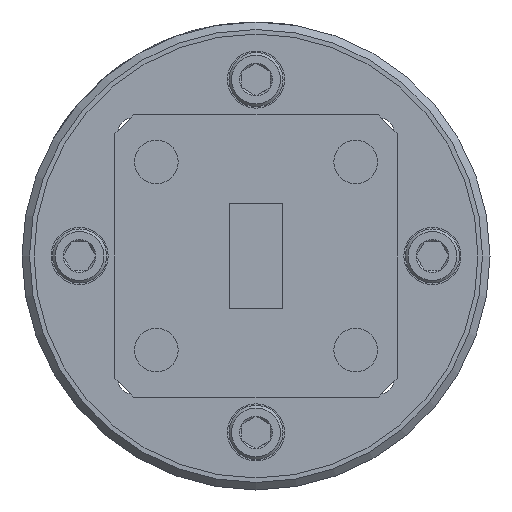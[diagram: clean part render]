
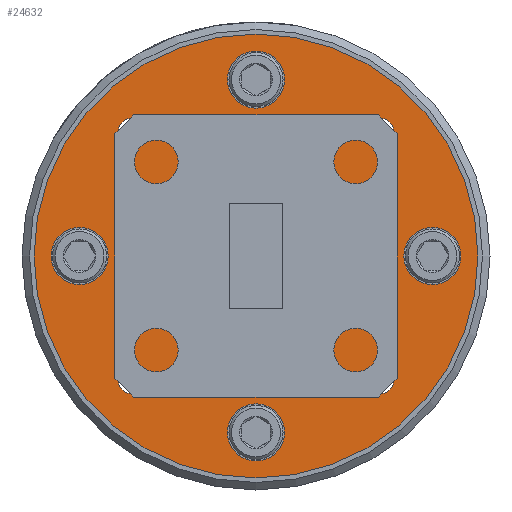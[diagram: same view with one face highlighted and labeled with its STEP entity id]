
A CAD part, left-side view. The second image highlights one B-rep face of the part: STEP entity #24632.
In plain terms, the highlighted planar face has unit normal (-1, 0, 0).
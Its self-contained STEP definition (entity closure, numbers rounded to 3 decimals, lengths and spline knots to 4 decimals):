
#159 = EDGE_CURVE ( 'NONE', #29591, #29591, #26326, .T. ) ;
#1262 = DIRECTION ( 'NONE',  ( -1., 0., 0. ) ) ;
#1808 = CARTESIAN_POINT ( 'NONE',  ( -0.505, 0., -0.59 ) ) ;
#4036 = VERTEX_POINT ( 'NONE', #14729 ) ;
#4130 = DIRECTION ( 'NONE',  ( -1., 0., 0. ) ) ;
#4193 = EDGE_LOOP ( 'NONE', ( #10544 ) ) ;
#4333 = CIRCLE ( 'NONE', #47582, 0.034 ) ;
#5048 = EDGE_LOOP ( 'NONE', ( #29201 ) ) ;
#5379 = FACE_BOUND ( 'NONE', #15145, .T. ) ;
#6301 = EDGE_LOOP ( 'NONE', ( #41390 ) ) ;
#6739 = VERTEX_POINT ( 'NONE', #1808 ) ;
#6835 = DIRECTION ( 'NONE',  ( 0., 0., 1. ) ) ;
#7411 = CARTESIAN_POINT ( 'NONE',  ( -0.505, 0., 0.25 ) ) ;
#8041 = FACE_BOUND ( 'NONE', #6301, .T. ) ;
#8257 = EDGE_LOOP ( 'NONE', ( #37811 ) ) ;
#8699 = EDGE_CURVE ( 'NONE', #4036, #4036, #11198, .T. ) ;
#8721 = FACE_OUTER_BOUND ( 'NONE', #8257, .T. ) ;
#9082 = EDGE_LOOP ( 'NONE', ( #18098 ) ) ;
#10387 = CARTESIAN_POINT ( 'NONE',  ( -0.505, -0.3316, -0.3316 ) ) ;
#10406 = ORIENTED_EDGE ( 'NONE', *, *, #16402, .F. ) ;
#10544 = ORIENTED_EDGE ( 'NONE', *, *, #8699, .F. ) ;
#10579 = DIRECTION ( 'NONE',  ( 0., 0., 1. ) ) ;
#10739 = FACE_BOUND ( 'NONE', #39073, .T. ) ;
#10937 = DIRECTION ( 'NONE',  ( -1., 0., 0. ) ) ;
#11198 = CIRCLE ( 'NONE', #19312, 0.034 ) ;
#11874 = PLANE ( 'NONE',  #52472 ) ;
#12054 = CARTESIAN_POINT ( 'NONE',  ( -0.505, 0.25, 0. ) ) ;
#12062 = FACE_BOUND ( 'NONE', #45730, .T. ) ;
#12548 = DIRECTION ( 'NONE',  ( 0., 0., 1. ) ) ;
#14729 = CARTESIAN_POINT ( 'NONE',  ( -0.505, 0.3316, 0.3656 ) ) ;
#15145 = EDGE_LOOP ( 'NONE', ( #21525 ) ) ;
#16097 = AXIS2_PLACEMENT_3D ( 'NONE', #30530, #47508, #34839 ) ;
#16402 = EDGE_CURVE ( 'NONE', #45713, #45713, #4333, .T. ) ;
#16903 = AXIS2_PLACEMENT_3D ( 'NONE', #23759, #36739, #41098 ) ;
#17036 = CARTESIAN_POINT ( 'NONE',  ( -0.505, 0., 0. ) ) ;
#18098 = ORIENTED_EDGE ( 'NONE', *, *, #159, .F. ) ;
#18803 = FACE_BOUND ( 'NONE', #5048, .T. ) ;
#19312 = AXIS2_PLACEMENT_3D ( 'NONE', #29281, #4130, #12548 ) ;
#20195 = CIRCLE ( 'NONE', #50114, 0.034 ) ;
#20291 = DIRECTION ( 'NONE',  ( -1., 0., 0. ) ) ;
#20695 = DIRECTION ( 'NONE',  ( 1., 0., 0. ) ) ;
#21381 = DIRECTION ( 'NONE',  ( -1., 0., 0. ) ) ;
#21525 = ORIENTED_EDGE ( 'NONE', *, *, #33480, .F. ) ;
#23759 = CARTESIAN_POINT ( 'NONE',  ( -0.505, 0., 0. ) ) ;
#23886 = DIRECTION ( 'NONE',  ( 0., 0., 1. ) ) ;
#23986 = DIRECTION ( 'NONE',  ( 0., 0., 1. ) ) ;
#24101 = CARTESIAN_POINT ( 'NONE',  ( -0.505, -0.3316, 0.3656 ) ) ;
#24608 = DIRECTION ( 'NONE',  ( -1., 0., 0. ) ) ;
#24632 = ADVANCED_FACE ( 'NONE', ( #8721, #29529, #30228, #37629, #8041, #18803, #10739, #55120, #5379, #12062 ), #11874, .F. ) ;
#26118 = VERTEX_POINT ( 'NONE', #28074 ) ;
#26326 = CIRCLE ( 'NONE', #52722, 0.034 ) ;
#26851 = VERTEX_POINT ( 'NONE', #24101 ) ;
#26923 = CIRCLE ( 'NONE', #16097, 0.034 ) ;
#27512 = CARTESIAN_POINT ( 'NONE',  ( -0.505, -0.469, 0.034 ) ) ;
#27820 = EDGE_LOOP ( 'NONE', ( #36161 ) ) ;
#28074 = CARTESIAN_POINT ( 'NONE',  ( -0.505, -0.3316, -0.2976 ) ) ;
#29201 = ORIENTED_EDGE ( 'NONE', *, *, #54091, .F. ) ;
#29281 = CARTESIAN_POINT ( 'NONE',  ( -0.505, 0.3316, 0.3316 ) ) ;
#29529 = FACE_BOUND ( 'NONE', #4193, .T. ) ;
#29591 = VERTEX_POINT ( 'NONE', #35984 ) ;
#30018 = EDGE_CURVE ( 'NONE', #40305, #40305, #26923, .T. ) ;
#30041 = AXIS2_PLACEMENT_3D ( 'NONE', #42157, #24608, #37418 ) ;
#30228 = FACE_BOUND ( 'NONE', #9082, .T. ) ;
#30530 = CARTESIAN_POINT ( 'NONE',  ( -0.505, 0., -0.469 ) ) ;
#30889 = VERTEX_POINT ( 'NONE', #27512 ) ;
#31543 = AXIS2_PLACEMENT_3D ( 'NONE', #17036, #21381, #47164 ) ;
#31655 = CARTESIAN_POINT ( 'NONE',  ( -0.505, 0., -0.435 ) ) ;
#31804 = DIRECTION ( 'NONE',  ( -1., 0., 0. ) ) ;
#32398 = CIRCLE ( 'NONE', #31543, 0.25 ) ;
#32739 = AXIS2_PLACEMENT_3D ( 'NONE', #50441, #20291, #23886 ) ;
#33367 = CARTESIAN_POINT ( 'NONE',  ( -0.505, -0.469, 0. ) ) ;
#33480 = EDGE_CURVE ( 'NONE', #49799, #49799, #43592, .T. ) ;
#34225 = VERTEX_POINT ( 'NONE', #7411 ) ;
#34839 = DIRECTION ( 'NONE',  ( 0., 0., 1. ) ) ;
#35177 = EDGE_CURVE ( 'NONE', #30889, #30889, #39506, .T. ) ;
#35816 = EDGE_CURVE ( 'NONE', #6739, #6739, #42192, .T. ) ;
#35984 = CARTESIAN_POINT ( 'NONE',  ( -0.505, 0., 0.503 ) ) ;
#36161 = ORIENTED_EDGE ( 'NONE', *, *, #43738, .F. ) ;
#36437 = EDGE_LOOP ( 'NONE', ( #10406 ) ) ;
#36680 = CARTESIAN_POINT ( 'NONE',  ( -0.505, 0.3316, -0.3316 ) ) ;
#36739 = DIRECTION ( 'NONE',  ( -1., 0., 0. ) ) ;
#37418 = DIRECTION ( 'NONE',  ( 0., 0., 1. ) ) ;
#37629 = FACE_BOUND ( 'NONE', #27820, .T. ) ;
#37694 = DIRECTION ( 'NONE',  ( -1., 0., 0. ) ) ;
#37811 = ORIENTED_EDGE ( 'NONE', *, *, #35816, .T. ) ;
#39073 = EDGE_LOOP ( 'NONE', ( #51334 ) ) ;
#39506 = CIRCLE ( 'NONE', #45767, 0.034 ) ;
#39946 = DIRECTION ( 'NONE',  ( 0., 0., 1. ) ) ;
#40305 = VERTEX_POINT ( 'NONE', #31655 ) ;
#41098 = DIRECTION ( 'NONE',  ( 0., 0., -1. ) ) ;
#41390 = ORIENTED_EDGE ( 'NONE', *, *, #35177, .F. ) ;
#41805 = DIRECTION ( 'NONE',  ( 0., 0., -1. ) ) ;
#42157 = CARTESIAN_POINT ( 'NONE',  ( -0.505, -0.3316, 0.3316 ) ) ;
#42192 = CIRCLE ( 'NONE', #16903, 0.59 ) ;
#43592 = CIRCLE ( 'NONE', #32739, 0.034 ) ;
#43738 = EDGE_CURVE ( 'NONE', #26851, #26851, #44687, .T. ) ;
#43747 = CARTESIAN_POINT ( 'NONE',  ( -0.505, 0., 0.469 ) ) ;
#44687 = CIRCLE ( 'NONE', #30041, 0.034 ) ;
#45713 = VERTEX_POINT ( 'NONE', #48633 ) ;
#45730 = EDGE_LOOP ( 'NONE', ( #50597 ) ) ;
#45767 = AXIS2_PLACEMENT_3D ( 'NONE', #33367, #37694, #23986 ) ;
#46278 = EDGE_CURVE ( 'NONE', #34225, #34225, #32398, .T. ) ;
#47164 = DIRECTION ( 'NONE',  ( 0., 0., 1. ) ) ;
#47508 = DIRECTION ( 'NONE',  ( -1., 0., 0. ) ) ;
#47582 = AXIS2_PLACEMENT_3D ( 'NONE', #36680, #10937, #6835 ) ;
#48633 = CARTESIAN_POINT ( 'NONE',  ( -0.505, 0.3316, -0.2976 ) ) ;
#49018 = CARTESIAN_POINT ( 'NONE',  ( -0.505, 0.469, 0.034 ) ) ;
#49799 = VERTEX_POINT ( 'NONE', #49018 ) ;
#50114 = AXIS2_PLACEMENT_3D ( 'NONE', #10387, #31804, #10579 ) ;
#50441 = CARTESIAN_POINT ( 'NONE',  ( -0.505, 0.469, 0. ) ) ;
#50597 = ORIENTED_EDGE ( 'NONE', *, *, #46278, .F. ) ;
#51334 = ORIENTED_EDGE ( 'NONE', *, *, #30018, .F. ) ;
#52472 = AXIS2_PLACEMENT_3D ( 'NONE', #12054, #20695, #41805 ) ;
#52722 = AXIS2_PLACEMENT_3D ( 'NONE', #43747, #1262, #39946 ) ;
#54091 = EDGE_CURVE ( 'NONE', #26118, #26118, #20195, .T. ) ;
#55120 = FACE_BOUND ( 'NONE', #36437, .T. ) ;
